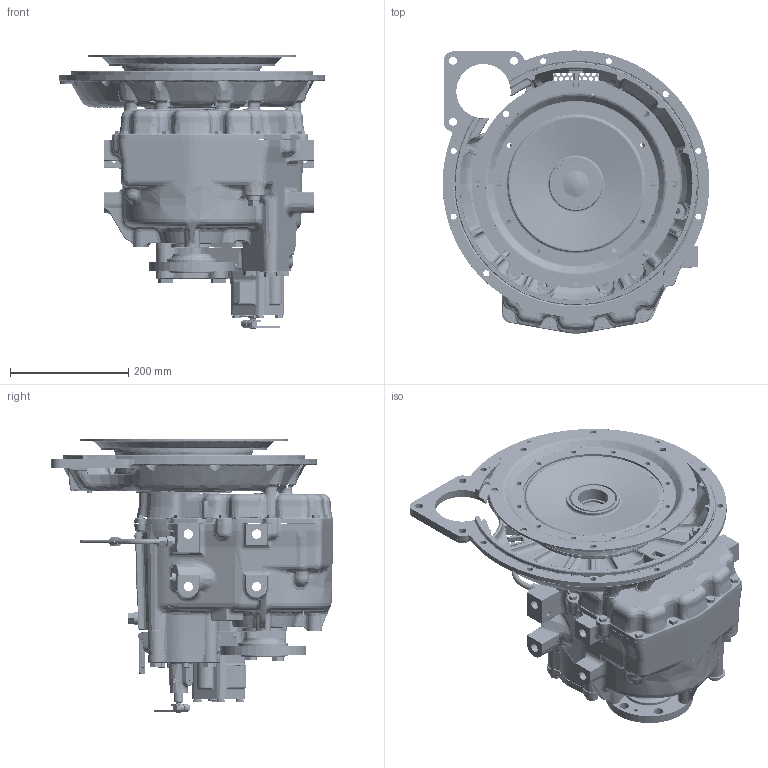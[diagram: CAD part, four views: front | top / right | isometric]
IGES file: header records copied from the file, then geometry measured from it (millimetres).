
Start section: SolidWorks IGES file using analytic representation for surfaces
Global section: file name: PX13021A.IGS; native system: SolidWorks 2010; preprocessor: SolidWorks 2010; author: andrewc; date: 130315.154748; units: millimetre
Bounding box: 451 x 478.72 x 463.03 mm (x, y, z)
Surface area: 1454813.4 mm2 (no closed solid volume)
Topology: 0 solids, 0 shells, 3991 faces, 64347 edges, 64212 vertices
Faces by surface type: bspline 2358, revolution 1633
